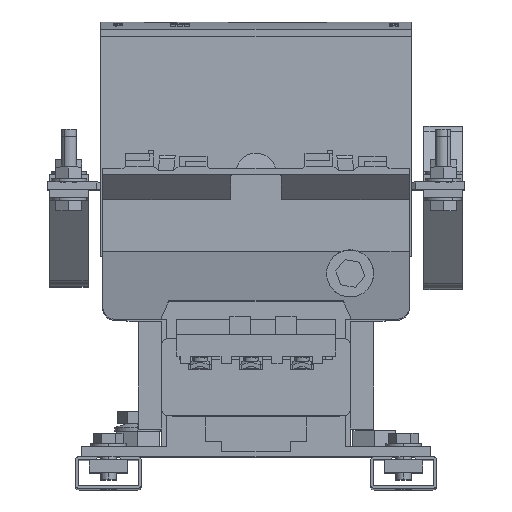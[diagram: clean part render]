
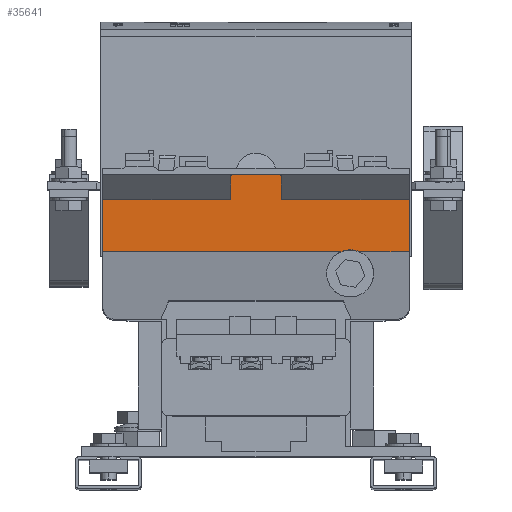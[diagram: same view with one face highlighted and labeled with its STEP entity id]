
A CAD part, top view. The second image highlights one B-rep face of the part: STEP entity #35641.
In plain terms, the highlighted planar face has unit normal (0, 0, 1).
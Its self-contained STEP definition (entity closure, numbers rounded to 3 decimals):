
#364 = VERTEX_POINT ( 'NONE', #60594 ) ;
#1427 = CARTESIAN_POINT ( 'NONE',  ( 60.25, 101., 235.2 ) ) ;
#2314 = ORIENTED_EDGE ( 'NONE', *, *, #4288, .T. ) ;
#3429 = DIRECTION ( 'NONE',  ( 0., -1., 0. ) ) ;
#4288 = EDGE_CURVE ( 'NONE', #83170, #18503, #49902, .T. ) ;
#5015 = CARTESIAN_POINT ( 'NONE',  ( -10., 111., 235.2 ) ) ;
#6361 = EDGE_CURVE ( 'NONE', #62446, #14717, #48050, .T. ) ;
#8271 = CARTESIAN_POINT ( 'NONE',  ( -60.25, 101., 235.2 ) ) ;
#8861 = ORIENTED_EDGE ( 'NONE', *, *, #116770, .T. ) ;
#9807 = LINE ( 'NONE', #5015, #58654 ) ;
#10060 = DIRECTION ( 'NONE',  ( 0., 0., 1. ) ) ;
#10534 = CARTESIAN_POINT ( 'NONE',  ( 40.649, 80.5, 235.2 ) ) ;
#12524 = CARTESIAN_POINT ( 'NONE',  ( -60.25, 101., 235.2 ) ) ;
#13407 = VECTOR ( 'NONE', #73579, 1000. ) ;
#14717 = VERTEX_POINT ( 'NONE', #112019 ) ;
#16016 = LINE ( 'NONE', #39011, #86399 ) ;
#17834 = AXIS2_PLACEMENT_3D ( 'NONE', #12524, #40217, #104421 ) ;
#18503 = VERTEX_POINT ( 'NONE', #23399 ) ;
#19964 = DIRECTION ( 'NONE',  ( 0., 1., 0. ) ) ;
#21128 = VERTEX_POINT ( 'NONE', #90466 ) ;
#23186 = LINE ( 'NONE', #8271, #26049 ) ;
#23399 = CARTESIAN_POINT ( 'NONE',  ( 33.351, 80.5, 235.2 ) ) ;
#26049 = VECTOR ( 'NONE', #63257, 1000. ) ;
#28750 = LINE ( 'NONE', #36676, #50289 ) ;
#30881 = ORIENTED_EDGE ( 'NONE', *, *, #57293, .T. ) ;
#32182 = CARTESIAN_POINT ( 'NONE',  ( -60.25, 80.5, 235.2 ) ) ;
#32537 = DIRECTION ( 'NONE',  ( 1., 0., 0. ) ) ;
#32621 = ORIENTED_EDGE ( 'NONE', *, *, #64062, .F. ) ;
#33847 = ORIENTED_EDGE ( 'NONE', *, *, #49090, .T. ) ;
#35353 = CIRCLE ( 'NONE', #47115, 1. ) ;
#35641 = ADVANCED_FACE ( 'NONE', ( #104384 ), #95185, .F. ) ;
#36285 = DIRECTION ( 'NONE',  ( 0., 1., 0. ) ) ;
#36456 = VECTOR ( 'NONE', #49305, 1000. ) ;
#36676 = CARTESIAN_POINT ( 'NONE',  ( 10., 111., 235.2 ) ) ;
#36724 = VECTOR ( 'NONE', #92550, 1000. ) ;
#36758 = CARTESIAN_POINT ( 'NONE',  ( 37., 72., 235.2 ) ) ;
#37754 = EDGE_CURVE ( 'NONE', #83170, #109115, #42207, .T. ) ;
#38083 = VERTEX_POINT ( 'NONE', #10534 ) ;
#39011 = CARTESIAN_POINT ( 'NONE',  ( -10., 111., 235.2 ) ) ;
#40217 = DIRECTION ( 'NONE',  ( 0., 0., -1. ) ) ;
#41006 = CARTESIAN_POINT ( 'NONE',  ( 10., 110., 235.2 ) ) ;
#42207 = LINE ( 'NONE', #104297, #36456 ) ;
#44744 = VERTEX_POINT ( 'NONE', #114770 ) ;
#45974 = DIRECTION ( 'NONE',  ( 1., 0., 0. ) ) ;
#47001 = VECTOR ( 'NONE', #32537, 1000. ) ;
#47115 = AXIS2_PLACEMENT_3D ( 'NONE', #47900, #112209, #57121 ) ;
#47900 = CARTESIAN_POINT ( 'NONE',  ( -9., 110., 235.2 ) ) ;
#48050 = CIRCLE ( 'NONE', #58746, 1. ) ;
#49090 = EDGE_CURVE ( 'NONE', #38083, #54891, #85575, .T. ) ;
#49305 = DIRECTION ( 'NONE',  ( 0., 1., 0. ) ) ;
#49902 = LINE ( 'NONE', #87555, #47001 ) ;
#50289 = VECTOR ( 'NONE', #36285, 1000. ) ;
#52988 = EDGE_CURVE ( 'NONE', #109115, #44744, #23186, .T. ) ;
#54563 = EDGE_CURVE ( 'NONE', #38083, #18503, #63002, .T. ) ;
#54891 = VERTEX_POINT ( 'NONE', #81245 ) ;
#57121 = DIRECTION ( 'NONE',  ( -1., 0., 0. ) ) ;
#57293 = EDGE_CURVE ( 'NONE', #21128, #62446, #28750, .T. ) ;
#58654 = VECTOR ( 'NONE', #3429, 1000. ) ;
#58746 = AXIS2_PLACEMENT_3D ( 'NONE', #65040, #10060, #74309 ) ;
#60526 = ORIENTED_EDGE ( 'NONE', *, *, #61157, .T. ) ;
#60594 = CARTESIAN_POINT ( 'NONE',  ( -10., 110., 235.2 ) ) ;
#61157 = EDGE_CURVE ( 'NONE', #92419, #364, #35353, .T. ) ;
#62446 = VERTEX_POINT ( 'NONE', #41006 ) ;
#63002 = CIRCLE ( 'NONE', #117563, 9.25 ) ;
#63257 = DIRECTION ( 'NONE',  ( 1., 0., 0. ) ) ;
#64062 = EDGE_CURVE ( 'NONE', #21128, #114881, #86667, .T. ) ;
#64261 = CARTESIAN_POINT ( 'NONE',  ( -60.25, 101., 235.2 ) ) ;
#65040 = CARTESIAN_POINT ( 'NONE',  ( 9., 110., 235.2 ) ) ;
#65116 = ORIENTED_EDGE ( 'NONE', *, *, #54563, .F. ) ;
#65422 = ORIENTED_EDGE ( 'NONE', *, *, #91946, .T. ) ;
#69822 = CARTESIAN_POINT ( 'NONE',  ( -60.25, 101., 235.2 ) ) ;
#72182 = CARTESIAN_POINT ( 'NONE',  ( 60.25, 101., 235.2 ) ) ;
#73579 = DIRECTION ( 'NONE',  ( 1., 0., 0. ) ) ;
#74309 = DIRECTION ( 'NONE',  ( -1., 0., 0. ) ) ;
#75219 = EDGE_LOOP ( 'NONE', ( #85244, #60526, #65422, #104941, #88001, #2314, #65116, #33847, #8861, #32621, #30881, #86021 ) ) ;
#77512 = LINE ( 'NONE', #1427, #101891 ) ;
#81245 = CARTESIAN_POINT ( 'NONE',  ( 60.25, 80.5, 235.2 ) ) ;
#83170 = VERTEX_POINT ( 'NONE', #32182 ) ;
#85244 = ORIENTED_EDGE ( 'NONE', *, *, #115607, .T. ) ;
#85575 = LINE ( 'NONE', #102171, #36724 ) ;
#86021 = ORIENTED_EDGE ( 'NONE', *, *, #6361, .T. ) ;
#86399 = VECTOR ( 'NONE', #93990, 1000. ) ;
#86667 = LINE ( 'NONE', #64261, #13407 ) ;
#86836 = CARTESIAN_POINT ( 'NONE',  ( -9., 111., 235.2 ) ) ;
#87555 = CARTESIAN_POINT ( 'NONE',  ( -60.25, 80.5, 235.2 ) ) ;
#88001 = ORIENTED_EDGE ( 'NONE', *, *, #37754, .F. ) ;
#90466 = CARTESIAN_POINT ( 'NONE',  ( 10., 101., 235.2 ) ) ;
#91946 = EDGE_CURVE ( 'NONE', #364, #44744, #9807, .T. ) ;
#92419 = VERTEX_POINT ( 'NONE', #86836 ) ;
#92550 = DIRECTION ( 'NONE',  ( 1., 0., 0. ) ) ;
#93990 = DIRECTION ( 'NONE',  ( -1., 0., 0. ) ) ;
#95185 = PLANE ( 'NONE',  #17834 ) ;
#100964 = DIRECTION ( 'NONE',  ( 0., 0., 1. ) ) ;
#101891 = VECTOR ( 'NONE', #19964, 1000. ) ;
#102171 = CARTESIAN_POINT ( 'NONE',  ( -60.25, 80.5, 235.2 ) ) ;
#104297 = CARTESIAN_POINT ( 'NONE',  ( -60.25, 101., 235.2 ) ) ;
#104384 = FACE_OUTER_BOUND ( 'NONE', #75219, .T. ) ;
#104421 = DIRECTION ( 'NONE',  ( -1., 0., 0. ) ) ;
#104941 = ORIENTED_EDGE ( 'NONE', *, *, #52988, .F. ) ;
#109115 = VERTEX_POINT ( 'NONE', #69822 ) ;
#112019 = CARTESIAN_POINT ( 'NONE',  ( 9., 111., 235.2 ) ) ;
#112209 = DIRECTION ( 'NONE',  ( 0., 0., 1. ) ) ;
#114770 = CARTESIAN_POINT ( 'NONE',  ( -10., 101., 235.2 ) ) ;
#114881 = VERTEX_POINT ( 'NONE', #72182 ) ;
#115607 = EDGE_CURVE ( 'NONE', #14717, #92419, #16016, .T. ) ;
#116770 = EDGE_CURVE ( 'NONE', #54891, #114881, #77512, .T. ) ;
#117563 = AXIS2_PLACEMENT_3D ( 'NONE', #36758, #100964, #45974 ) ;
